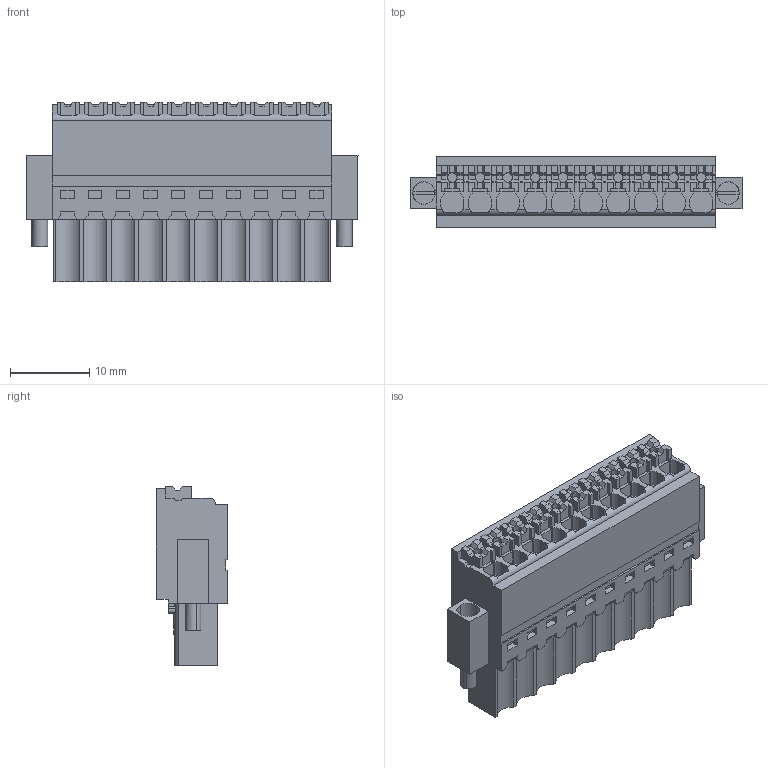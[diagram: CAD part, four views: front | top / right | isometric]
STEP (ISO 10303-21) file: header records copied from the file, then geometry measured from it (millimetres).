
FILE_DESCRIPTION(('CATIA V5R24 STEP','CAx-IF Rec.Pracs.--- Model Styling and Organization---1.2---2011-12-15'),'2;1');
FILE_NAME ('D1462565_0', '2018-01-11T12:19:35+00:00', ('Weidmueller Interface'), ('Weidmueller'), 'CATIA Version 5-6 Release 2014 SP4 HF52', 'CATIA V5 STEP AP214', 'none');
FILE_SCHEMA(('AUTOMOTIVE_DESIGN { 1 0 10303 214 1 1 1 1 }'));
Length unit declared in the file: millimetre
Products named in the file (1): 2459650000
Bounding box: 42 x 9 x 22.7 mm (x, y, z)
Volume: 5307.6 mm3; surface area: 4662.2 mm2
Topology: 13 solids, 13 shells, 1010 faces, 3018 edges, 2060 vertices
Faces by surface type: plane 889, cylinder 121
Entity records: 33087 total; most frequent: CARTESIAN_POINT 6505, ORIENTED_EDGE 6036, DIRECTION 4127, EDGE_CURVE 3018, VECTOR 2548, LINE 2548, VERTEX_POINT 2060, EDGE_LOOP 1060
